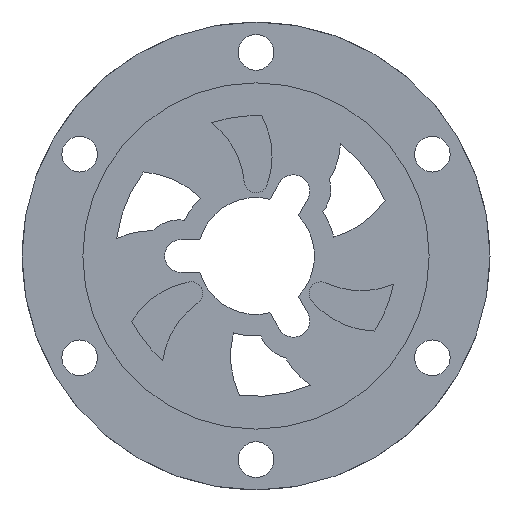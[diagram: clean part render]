
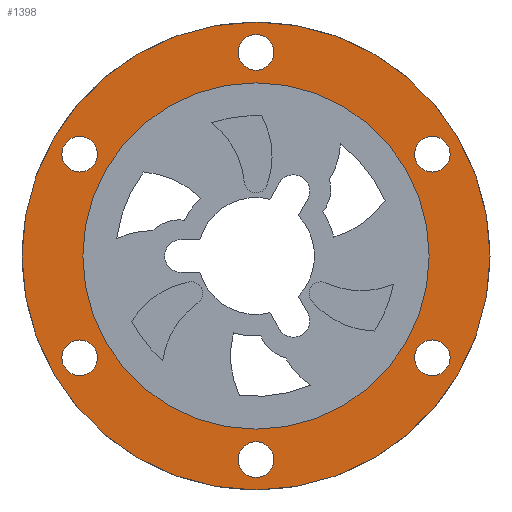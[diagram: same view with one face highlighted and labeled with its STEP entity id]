
A CAD part, front view. The second image highlights one B-rep face of the part: STEP entity #1398.
In plain terms, the highlighted planar face has unit normal (0, -1, 0).
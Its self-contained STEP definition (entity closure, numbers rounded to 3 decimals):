
#43=FACE_BOUND('',#372,.T.);
#44=FACE_BOUND('',#373,.T.);
#45=FACE_BOUND('',#374,.T.);
#46=FACE_BOUND('',#375,.T.);
#47=FACE_BOUND('',#376,.T.);
#48=FACE_BOUND('',#377,.T.);
#49=FACE_BOUND('',#378,.T.);
#151=CIRCLE('',#1570,1.905);
#152=CIRCLE('',#1572,1.905);
#153=CIRCLE('',#1574,1.905);
#154=CIRCLE('',#1576,1.905);
#155=CIRCLE('',#1578,1.905);
#156=CIRCLE('',#1580,1.905);
#157=CIRCLE('',#1582,25.);
#158=CIRCLE('',#1584,18.5);
#280=FACE_OUTER_BOUND('',#371,.T.);
#371=EDGE_LOOP('',(#1235));
#372=EDGE_LOOP('',(#1236));
#373=EDGE_LOOP('',(#1237));
#374=EDGE_LOOP('',(#1238));
#375=EDGE_LOOP('',(#1239));
#376=EDGE_LOOP('',(#1240));
#377=EDGE_LOOP('',(#1241));
#378=EDGE_LOOP('',(#1242));
#670=VERTEX_POINT('',#2559);
#671=VERTEX_POINT('',#2563);
#672=VERTEX_POINT('',#2567);
#673=VERTEX_POINT('',#2571);
#674=VERTEX_POINT('',#2575);
#675=VERTEX_POINT('',#2579);
#676=VERTEX_POINT('',#2583);
#677=VERTEX_POINT('',#2587);
#859=EDGE_CURVE('',#670,#670,#151,.T.);
#861=EDGE_CURVE('',#671,#671,#152,.T.);
#863=EDGE_CURVE('',#672,#672,#153,.T.);
#865=EDGE_CURVE('',#673,#673,#154,.T.);
#867=EDGE_CURVE('',#674,#674,#155,.T.);
#869=EDGE_CURVE('',#675,#675,#156,.T.);
#872=EDGE_CURVE('',#676,#676,#157,.T.);
#873=EDGE_CURVE('',#677,#677,#158,.T.);
#1235=ORIENTED_EDGE('',*,*,#872,.T.);
#1236=ORIENTED_EDGE('',*,*,#859,.T.);
#1237=ORIENTED_EDGE('',*,*,#861,.T.);
#1238=ORIENTED_EDGE('',*,*,#863,.T.);
#1239=ORIENTED_EDGE('',*,*,#865,.T.);
#1240=ORIENTED_EDGE('',*,*,#867,.T.);
#1241=ORIENTED_EDGE('',*,*,#869,.T.);
#1242=ORIENTED_EDGE('',*,*,#873,.T.);
#1338=PLANE('',#1585);
#1398=ADVANCED_FACE('',(#280,#43,#44,#45,#46,#47,#48,#49),#1338,.T.);
#1570=AXIS2_PLACEMENT_3D('',#2560,#1975,#1976);
#1572=AXIS2_PLACEMENT_3D('',#2564,#1980,#1981);
#1574=AXIS2_PLACEMENT_3D('',#2568,#1985,#1986);
#1576=AXIS2_PLACEMENT_3D('',#2572,#1990,#1991);
#1578=AXIS2_PLACEMENT_3D('',#2576,#1995,#1996);
#1580=AXIS2_PLACEMENT_3D('',#2580,#2000,#2001);
#1582=AXIS2_PLACEMENT_3D('',#2585,#2006,#2007);
#1584=AXIS2_PLACEMENT_3D('',#2588,#2010,#2011);
#1585=AXIS2_PLACEMENT_3D('',#2590,#2013,#2014);
#1975=DIRECTION('center_axis',(0.,1.,0.));
#1976=DIRECTION('ref_axis',(1.,0.,0.));
#1980=DIRECTION('center_axis',(0.,1.,0.));
#1981=DIRECTION('ref_axis',(1.,0.,0.));
#1985=DIRECTION('center_axis',(0.,1.,0.));
#1986=DIRECTION('ref_axis',(1.,0.,0.));
#1990=DIRECTION('center_axis',(0.,1.,0.));
#1991=DIRECTION('ref_axis',(1.,0.,0.));
#1995=DIRECTION('center_axis',(0.,1.,0.));
#1996=DIRECTION('ref_axis',(1.,0.,0.));
#2000=DIRECTION('center_axis',(0.,1.,0.));
#2001=DIRECTION('ref_axis',(1.,0.,0.));
#2006=DIRECTION('center_axis',(0.,-1.,0.));
#2007=DIRECTION('ref_axis',(1.,0.,0.));
#2010=DIRECTION('center_axis',(0.,1.,0.));
#2011=DIRECTION('ref_axis',(1.,0.,0.));
#2013=DIRECTION('center_axis',(0.,-1.,0.));
#2014=DIRECTION('ref_axis',(1.,0.,0.));
#2559=CARTESIAN_POINT('',(-1.905,27.,-21.75));
#2560=CARTESIAN_POINT('Origin',(0.,27.,
-21.75));
#2563=CARTESIAN_POINT('',(-20.741,27.,10.875));
#2564=CARTESIAN_POINT('Origin',(-18.836,27.,10.875));
#2567=CARTESIAN_POINT('',(16.931,27.,-10.875));
#2568=CARTESIAN_POINT('Origin',(18.836,27.,-10.875));
#2571=CARTESIAN_POINT('',(-20.741,27.,-10.875));
#2572=CARTESIAN_POINT('Origin',(-18.836,27.,-10.875));
#2575=CARTESIAN_POINT('',(-1.905,27.,21.75));
#2576=CARTESIAN_POINT('Origin',(0.,27.,
21.75));
#2579=CARTESIAN_POINT('',(16.931,27.,10.875));
#2580=CARTESIAN_POINT('Origin',(18.836,27.,10.875));
#2583=CARTESIAN_POINT('',(25.,27.,0.));
#2585=CARTESIAN_POINT('Origin',(0.,27.,
0.));
#2587=CARTESIAN_POINT('',(-18.5,27.,0.));
#2588=CARTESIAN_POINT('Origin',(0.,27.,0.));
#2590=CARTESIAN_POINT('Origin',(0.,27.,
0.));
